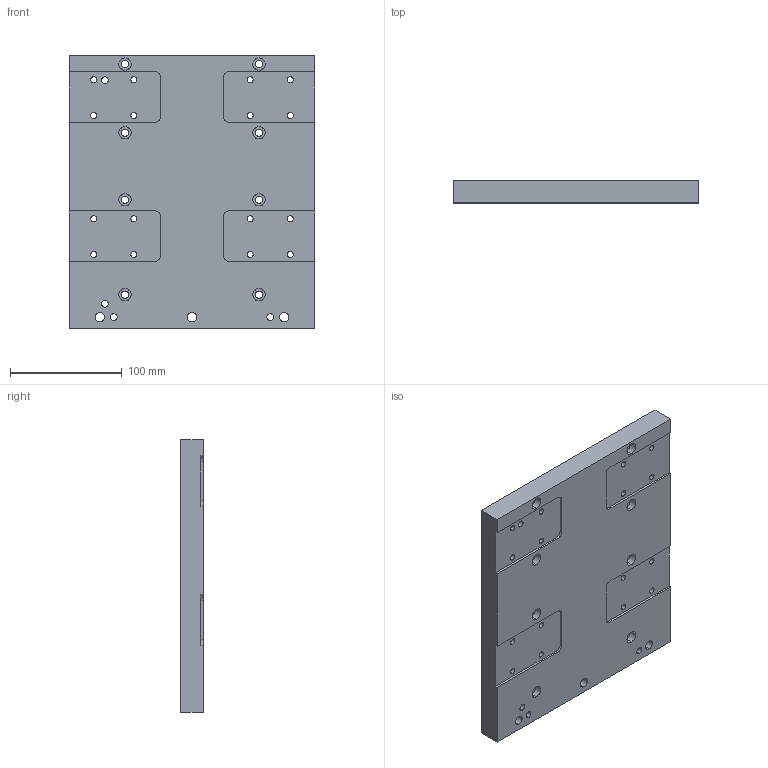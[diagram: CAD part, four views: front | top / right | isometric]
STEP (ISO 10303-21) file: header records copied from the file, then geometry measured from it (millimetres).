
FILE_DESCRIPTION (( 'STEP AP203' ), '1' );
FILE_NAME ('C22-0003.STEP', '2022-05-24T06:23:25', ( '' ), ( '' ), 'SwSTEP 2.0', 'SolidWorks 2020', '' );
FILE_SCHEMA (( 'CONFIG_CONTROL_DESIGN' ));
Length unit declared in the file: millimetre
Products named in the file (1): C22-0003
Bounding box: 220 x 20 x 244 mm (x, y, z)
Volume: 1015409 mm3; surface area: 139127.9 mm2
Topology: 1 solids, 1 shells, 173 faces, 432 edges, 288 vertices
Faces by surface type: cylinder 124, plane 49
Entity records: 5495 total; most frequent: DIRECTION 1028, CARTESIAN_POINT 894, ORIENTED_EDGE 864, EDGE_CURVE 432, AXIS2_PLACEMENT_3D 422, VERTEX_POINT 288, EDGE_LOOP 262, CIRCLE 248
